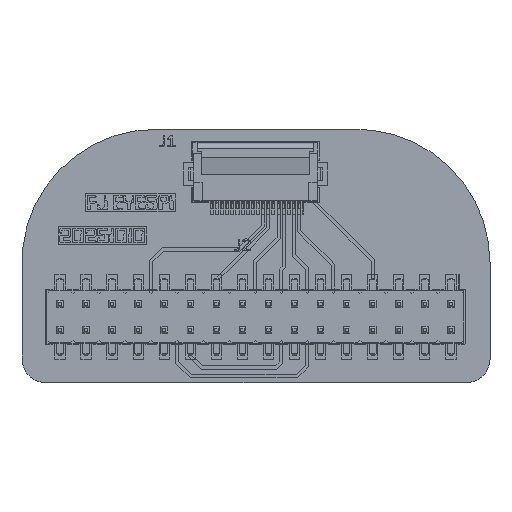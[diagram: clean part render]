
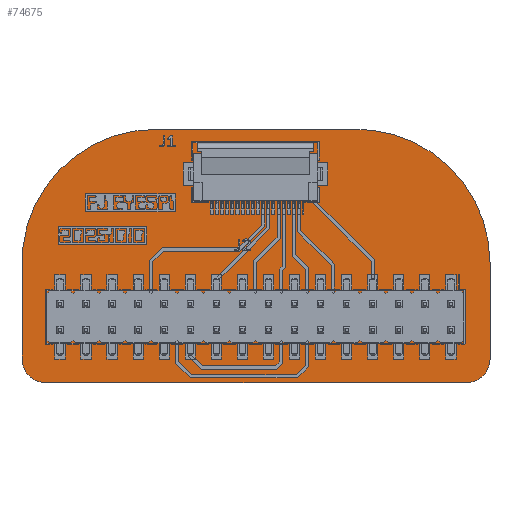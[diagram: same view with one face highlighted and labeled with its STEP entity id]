
A CAD part, top view. The second image highlights one B-rep face of the part: STEP entity #74675.
In plain terms, the highlighted planar face has unit normal (0, 0, 1).
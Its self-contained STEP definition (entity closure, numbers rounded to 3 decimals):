
#74410 = VERTEX_POINT('',#74411);
#74411 = CARTESIAN_POINT('',(9.244,12.333,1.51));
#74417 = EDGE_CURVE('',#74410,#74418,#74420,.T.);
#74418 = VERTEX_POINT('',#74419);
#74419 = CARTESIAN_POINT('',(22.813,-0.652,1.51));
#74420 = CIRCLE('',#74421,13.012);
#74421 = AXIS2_PLACEMENT_3D('',#74422,#74423,#74424);
#74422 = CARTESIAN_POINT('',(9.801,-0.667,1.51));
#74423 = DIRECTION('',(0.,0.,-1.));
#74424 = DIRECTION('',(-0.043,0.999,0.));
#74450 = EDGE_CURVE('',#74418,#74451,#74453,.T.);
#74451 = VERTEX_POINT('',#74452);
#74452 = CARTESIAN_POINT('',(22.813,-10.045,1.51));
#74453 = LINE('',#74454,#74455);
#74454 = CARTESIAN_POINT('',(22.813,-0.652,1.51));
#74455 = VECTOR('',#74456,1.);
#74456 = DIRECTION('',(0.,-1.,0.));
#74481 = EDGE_CURVE('',#74451,#74482,#74484,.T.);
#74482 = VERTEX_POINT('',#74483);
#74483 = CARTESIAN_POINT('',(20.513,-12.345,1.51));
#74484 = CIRCLE('',#74485,2.3);
#74485 = AXIS2_PLACEMENT_3D('',#74486,#74487,#74488);
#74486 = CARTESIAN_POINT('',(20.513,-10.045,1.51));
#74487 = DIRECTION('',(0.,0.,-1.));
#74488 = DIRECTION('',(1.,0.,0.));
#74514 = EDGE_CURVE('',#74482,#74515,#74517,.T.);
#74515 = VERTEX_POINT('',#74516);
#74516 = CARTESIAN_POINT('',(-20.497,-12.345,1.51));
#74517 = LINE('',#74518,#74519);
#74518 = CARTESIAN_POINT('',(20.513,-12.345,1.51));
#74519 = VECTOR('',#74520,1.);
#74520 = DIRECTION('',(-1.,0.,0.));
#74545 = EDGE_CURVE('',#74515,#74546,#74548,.T.);
#74546 = VERTEX_POINT('',#74547);
#74547 = CARTESIAN_POINT('',(-22.797,-10.045,1.51));
#74548 = CIRCLE('',#74549,2.3);
#74549 = AXIS2_PLACEMENT_3D('',#74550,#74551,#74552);
#74550 = CARTESIAN_POINT('',(-20.497,-10.045,1.51));
#74551 = DIRECTION('',(0.,0.,-1.));
#74552 = DIRECTION('',(0.,-1.,0.));
#74578 = EDGE_CURVE('',#74546,#74579,#74581,.T.);
#74579 = VERTEX_POINT('',#74580);
#74580 = CARTESIAN_POINT('',(-22.801,-1.23,1.51));
#74581 = LINE('',#74582,#74583);
#74582 = CARTESIAN_POINT('',(-22.797,-10.045,1.51));
#74583 = VECTOR('',#74584,1.);
#74584 = DIRECTION('',(0.,1.,0.));
#74609 = EDGE_CURVE('',#74579,#74610,#74612,.T.);
#74610 = VERTEX_POINT('',#74611);
#74611 = CARTESIAN_POINT('',(-9.801,12.339,1.51));
#74612 = CIRCLE('',#74613,13.012);
#74613 = AXIS2_PLACEMENT_3D('',#74614,#74615,#74616);
#74614 = CARTESIAN_POINT('',(-9.801,-0.673,1.51));
#74615 = DIRECTION('',(0.,0.,-1.));
#74616 = DIRECTION('',(-0.999,-0.043,-0.));
#74642 = EDGE_CURVE('',#74610,#74410,#74643,.T.);
#74643 = LINE('',#74644,#74645);
#74644 = CARTESIAN_POINT('',(-9.801,12.339,1.51));
#74645 = VECTOR('',#74646,1.);
#74646 = DIRECTION('',(1.,0.,0.));
#74675 = ADVANCED_FACE('',(#74676),#74686,.T.);
#74676 = FACE_BOUND('',#74677,.F.);
#74677 = EDGE_LOOP('',(#74678,#74679,#74680,#74681,#74682,#74683,#74684,
    #74685));
#74678 = ORIENTED_EDGE('',*,*,#74417,.T.);
#74679 = ORIENTED_EDGE('',*,*,#74450,.T.);
#74680 = ORIENTED_EDGE('',*,*,#74481,.T.);
#74681 = ORIENTED_EDGE('',*,*,#74514,.T.);
#74682 = ORIENTED_EDGE('',*,*,#74545,.T.);
#74683 = ORIENTED_EDGE('',*,*,#74578,.T.);
#74684 = ORIENTED_EDGE('',*,*,#74609,.T.);
#74685 = ORIENTED_EDGE('',*,*,#74642,.T.);
#74686 = PLANE('',#74687);
#74687 = AXIS2_PLACEMENT_3D('',#74688,#74689,#74690);
#74688 = CARTESIAN_POINT('',(0.,0.,1.51));
#74689 = DIRECTION('',(0.,0.,1.));
#74690 = DIRECTION('',(1.,0.,-0.));
